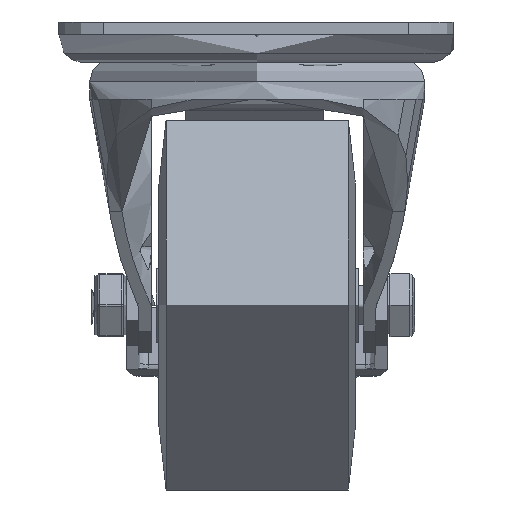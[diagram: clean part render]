
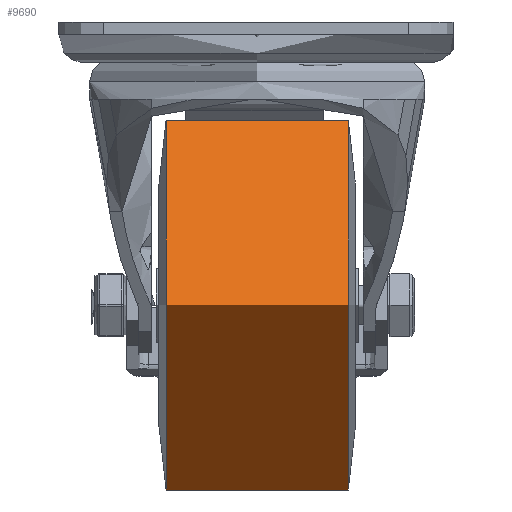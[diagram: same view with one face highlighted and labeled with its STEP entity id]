
A CAD part, left-side view. The second image highlights one B-rep face of the part: STEP entity #9690.
In plain terms, the highlighted cylindrical face has radius 37.5 mm (diameter 75 mm), a full revolution.
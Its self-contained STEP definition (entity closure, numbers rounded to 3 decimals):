
#1366=CYLINDRICAL_SURFACE('',#10727,37.5);
#1697=LINE('',#21189,#2173);
#2173=VECTOR('',#12616,37.5);
#2704=FACE_OUTER_BOUND('',#3315,.T.);
#3315=EDGE_LOOP('',(#8122,#8123,#8124,#8125));
#3887=CIRCLE('',#10725,37.5);
#3889=CIRCLE('',#10728,37.5);
#4606=VERTEX_POINT('',#21182);
#4608=VERTEX_POINT('',#21188);
#5841=EDGE_CURVE('',#4606,#4606,#3887,.T.);
#5844=EDGE_CURVE('',#4606,#4608,#1697,.T.);
#5845=EDGE_CURVE('',#4608,#4608,#3889,.T.);
#8122=ORIENTED_EDGE('',*,*,#5841,.F.);
#8123=ORIENTED_EDGE('',*,*,#5844,.T.);
#8124=ORIENTED_EDGE('',*,*,#5845,.T.);
#8125=ORIENTED_EDGE('',*,*,#5844,.F.);
#9690=ADVANCED_FACE('',(#2704),#1366,.T.);
#10725=AXIS2_PLACEMENT_3D('',#21183,#12609,#12610);
#10727=AXIS2_PLACEMENT_3D('',#21187,#12614,#12615);
#10728=AXIS2_PLACEMENT_3D('',#21190,#12617,#12618);
#12609=DIRECTION('center_axis',(0.,-1.,0.));
#12610=DIRECTION('ref_axis',(0.,0.,1.));
#12614=DIRECTION('center_axis',(0.,-1.,0.));
#12615=DIRECTION('ref_axis',(0.,0.,1.));
#12616=DIRECTION('',(0.,1.,0.));
#12617=DIRECTION('center_axis',(0.,-1.,0.));
#12618=DIRECTION('ref_axis',(0.,0.,1.));
#21182=CARTESIAN_POINT('',(0.,-18.5,-37.5));
#21183=CARTESIAN_POINT('Origin',(0.,-18.5,0.));
#21187=CARTESIAN_POINT('Origin',(0.,0.,0.));
#21188=CARTESIAN_POINT('',(0.,18.5,-37.5));
#21189=CARTESIAN_POINT('',(0.,0.,-37.5));
#21190=CARTESIAN_POINT('Origin',(0.,18.5,0.));
